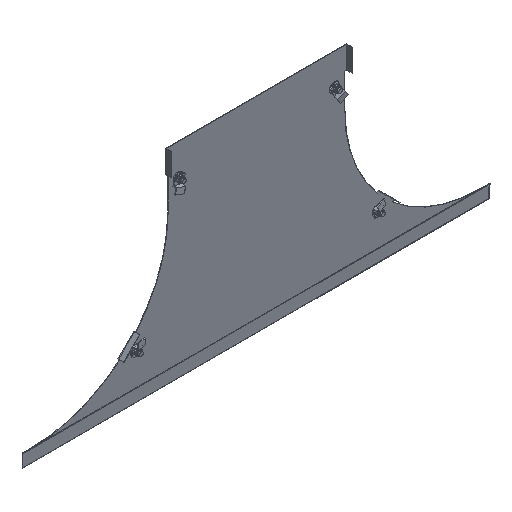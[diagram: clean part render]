
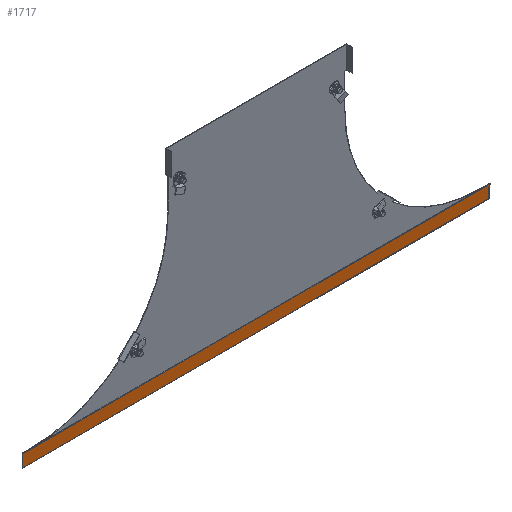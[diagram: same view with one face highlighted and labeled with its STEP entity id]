
A CAD part, isometric view. The second image highlights one B-rep face of the part: STEP entity #1717.
In plain terms, the highlighted planar face has unit normal (0, -1, 0).
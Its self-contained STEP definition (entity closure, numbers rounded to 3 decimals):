
#13 = VERTEX_POINT ( 'NONE', #1819 ) ;
#281 = VECTOR ( 'NONE', #2190, 1000. ) ;
#511 = EDGE_CURVE ( 'NONE', #2001, #4766, #2094, .T. ) ;
#537 = VECTOR ( 'NONE', #3824, 1000. ) ;
#621 = LINE ( 'NONE', #3725, #982 ) ;
#982 = VECTOR ( 'NONE', #3705, 1000. ) ;
#1248 = CARTESIAN_POINT ( 'NONE',  ( 500., 0.5, -458. ) ) ;
#1405 = EDGE_LOOP ( 'NONE', ( #5184, #2718, #5271, #3049 ) ) ;
#1535 = CARTESIAN_POINT ( 'NONE',  ( 520., 0.5, -458. ) ) ;
#1717 = ADVANCED_FACE ( 'NONE', ( #4212 ), #5472, .T. ) ;
#1819 = CARTESIAN_POINT ( 'NONE',  ( -520., 0.5, -430.5 ) ) ;
#1971 = DIRECTION ( 'NONE',  ( 1., 0., 0. ) ) ;
#2001 = VERTEX_POINT ( 'NONE', #2045 ) ;
#2045 = CARTESIAN_POINT ( 'NONE',  ( -520., 0.5, -458. ) ) ;
#2050 = VECTOR ( 'NONE', #1971, 1000. ) ;
#2094 = LINE ( 'NONE', #1248, #2050 ) ;
#2190 = DIRECTION ( 'NONE',  ( 1., 0., 0. ) ) ;
#2212 = CARTESIAN_POINT ( 'NONE',  ( 500., 0.5, -430.5 ) ) ;
#2718 = ORIENTED_EDGE ( 'NONE', *, *, #511, .T. ) ;
#3049 = ORIENTED_EDGE ( 'NONE', *, *, #3822, .F. ) ;
#3396 = EDGE_CURVE ( 'NONE', #13, #2001, #621, .T. ) ;
#3507 = EDGE_CURVE ( 'NONE', #4766, #5294, #6185, .T. ) ;
#3554 = CARTESIAN_POINT ( 'NONE',  ( 520., 0.5, -430.914 ) ) ;
#3705 = DIRECTION ( 'NONE',  ( 0., 0., -1. ) ) ;
#3725 = CARTESIAN_POINT ( 'NONE',  ( -520., 0.5, -124.728 ) ) ;
#3822 = EDGE_CURVE ( 'NONE', #13, #5294, #4297, .T. ) ;
#3824 = DIRECTION ( 'NONE',  ( 0., 0., 1. ) ) ;
#4212 = FACE_OUTER_BOUND ( 'NONE', #1405, .T. ) ;
#4297 = LINE ( 'NONE', #2212, #281 ) ;
#4766 = VERTEX_POINT ( 'NONE', #1535 ) ;
#5184 = ORIENTED_EDGE ( 'NONE', *, *, #3396, .T. ) ;
#5271 = ORIENTED_EDGE ( 'NONE', *, *, #3507, .T. ) ;
#5294 = VERTEX_POINT ( 'NONE', #6065 ) ;
#5472 = PLANE ( 'NONE',  #5967 ) ;
#5520 = CARTESIAN_POINT ( 'NONE',  ( 500., 0.5, -124.728 ) ) ;
#5525 = DIRECTION ( 'NONE',  ( 0., -1., 0. ) ) ;
#5533 = DIRECTION ( 'NONE',  ( 0., 0., -1. ) ) ;
#5967 = AXIS2_PLACEMENT_3D ( 'NONE', #5520, #5525, #5533 ) ;
#6065 = CARTESIAN_POINT ( 'NONE',  ( 520., 0.5, -430.5 ) ) ;
#6185 = LINE ( 'NONE', #3554, #537 ) ;
